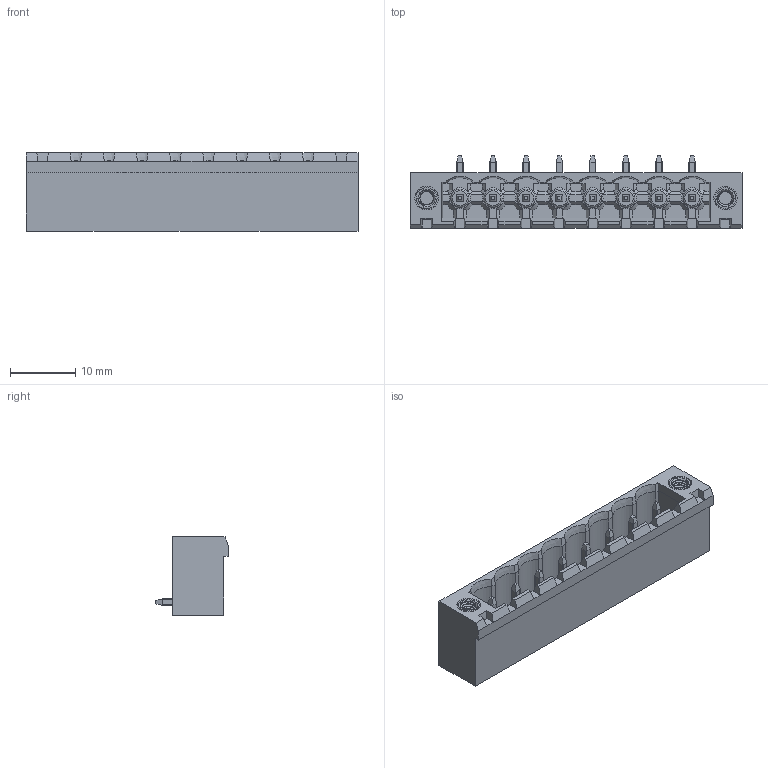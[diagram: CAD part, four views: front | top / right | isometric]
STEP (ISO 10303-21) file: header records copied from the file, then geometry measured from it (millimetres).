
FILE_DESCRIPTION(/* description */ ('Unknown'),/* implementation_level */ '2;1');
FILE_NAME(/* name */ '691701550008B',/* time_stamp */ '2024-01-05T11:38:38+01:00',/* author */ ('Unknown'),/* organization */ ('Unknown'),/* preprocessor_version */ 'ST-DEVELOPER v18.102',/* originating_system */ 'Solid Edge',/* authorisation */ 'Unknown');
FILE_SCHEMA (('AUTOMOTIVE_DESIGN {1 0 10303 214 3 1 1}'));
Length unit declared in the file: millimetre
Products named in the file (4): 6917015500xxB; 691701520008B; 6917015300xxB_Pin; 6917015200xxB_Insert
Assembly tree (11 placements, depth 2):
  6917015500xxB
    691701520008B
    6917015300xxB_Pin  x8
    6917015200xxB_Insert  x2
Bounding box: 50.8 x 11.1 x 12.01 mm (x, y, z)
Volume: 2316.3 mm3; surface area: 4794.4 mm2
Topology: 11 solids, 11 shells, 1211 faces, 3273 edges, 2108 vertices
Faces by surface type: plane 837, cylinder 250, cone 62, torus 48, sphere 8, bspline 6
Full cylindrical faces by diameter (mm): 3.18 x2, 3.2 x2
Entity records: 26595 total; most frequent: CARTESIAN_POINT 6779, ORIENTED_EDGE 4160, DIRECTION 3891, EDGE_CURVE 2080, LINE 1589, VECTOR 1589, VERTEX_POINT 1351, AXIS2_PLACEMENT_3D 1151
